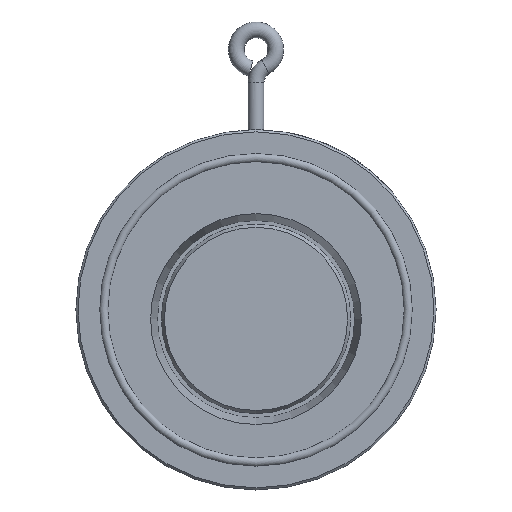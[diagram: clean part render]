
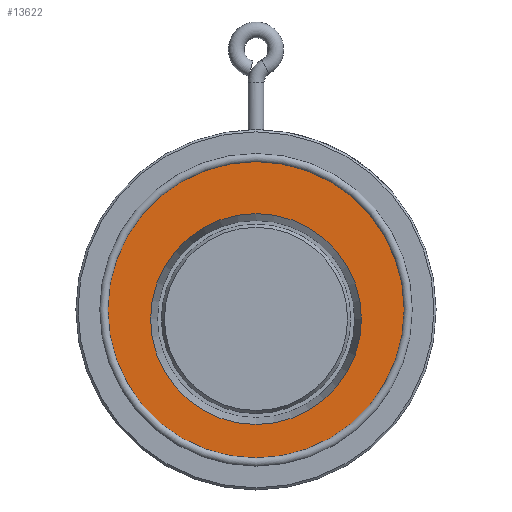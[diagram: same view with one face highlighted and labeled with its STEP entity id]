
A CAD part, top view. The second image highlights one B-rep face of the part: STEP entity #13622.
In plain terms, the highlighted planar face has unit normal (0, 0, 1).
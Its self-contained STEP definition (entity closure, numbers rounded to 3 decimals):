
#879 = AXIS2_PLACEMENT_3D ( 'NONE', #1680, #5971, #15936 ) ;
#1680 = CARTESIAN_POINT ( 'NONE',  ( 0., 0., 0. ) ) ;
#1681 = ORIENTED_EDGE ( 'NONE', *, *, #13085, .F. ) ;
#3658 = CARTESIAN_POINT ( 'NONE',  ( 0., -3.5, 0. ) ) ;
#4248 = AXIS2_PLACEMENT_3D ( 'NONE', #14169, #5631, #15585 ) ;
#5080 = DIRECTION ( 'NONE',  ( 0., -1., 0. ) ) ;
#5631 = DIRECTION ( 'NONE',  ( 0., 0., 1. ) ) ;
#5971 = DIRECTION ( 'NONE',  ( 0., 0., -1. ) ) ;
#6406 = ORIENTED_EDGE ( 'NONE', *, *, #10787, .T. ) ;
#8671 = VERTEX_POINT ( 'NONE', #9725 ) ;
#8785 = PLANE ( 'NONE',  #879 ) ;
#9725 = CARTESIAN_POINT ( 'NONE',  ( 56.37, 0., 0. ) ) ;
#9869 = EDGE_LOOP ( 'NONE', ( #1681 ) ) ;
#10787 = EDGE_CURVE ( 'NONE', #8671, #8671, #11666, .T. ) ;
#11628 = AXIS2_PLACEMENT_3D ( 'NONE', #3658, #13630, #5080 ) ;
#11666 = CIRCLE ( 'NONE', #4248, 56.37 ) ;
#12030 = VERTEX_POINT ( 'NONE', #12598 ) ;
#12283 = EDGE_LOOP ( 'NONE', ( #6406 ) ) ;
#12598 = CARTESIAN_POINT ( 'NONE',  ( 0., -43.599, 0. ) ) ;
#13085 = EDGE_CURVE ( 'NONE', #12030, #12030, #13655, .T. ) ;
#13622 = ADVANCED_FACE ( 'NONE', ( #17625, #15871 ), #8785, .F. ) ;
#13630 = DIRECTION ( 'NONE',  ( 0., 0., 1. ) ) ;
#13655 = CIRCLE ( 'NONE', #11628, 40.099 ) ;
#14169 = CARTESIAN_POINT ( 'NONE',  ( 0., 0., 0. ) ) ;
#15585 = DIRECTION ( 'NONE',  ( 1., 0., 0. ) ) ;
#15871 = FACE_OUTER_BOUND ( 'NONE', #12283, .T. ) ;
#15936 = DIRECTION ( 'NONE',  ( -1., 0., 0. ) ) ;
#17625 = FACE_BOUND ( 'NONE', #9869, .T. ) ;
